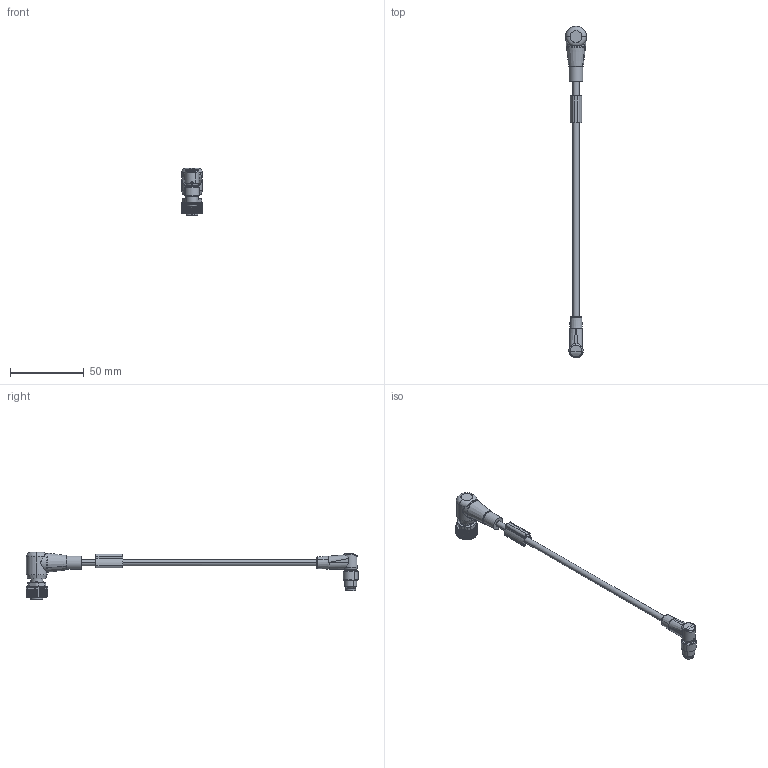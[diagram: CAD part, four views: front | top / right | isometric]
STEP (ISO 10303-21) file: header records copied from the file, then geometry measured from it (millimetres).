
FILE_DESCRIPTION(('CATIA V5 STEP Exchange','CAx-IF Rec.Pracs.--- Model Styling and Organization---1.5--- 2016-08-15','CAx-IF Rec.Pracs.---Supplemental Geometry---1.0---2011-11-01','CAx-IF Rec.Pracs.--- Composite Materials ---1.1---2010-07-15'),'2;1');
FILE_NAME ('414274-2_0', '2025-06-26T07:00:45+00:00', ('none'), ('Weidmueller'), 'CATIA Version 5-6 Release 2022 SP4 HF5', 'CATIA V5 STEP AP214 v3', 'none');
FILE_SCHEMA(('AUTOMOTIVE_DESIGN { 1 0 10303 214 1 1 1 1 }'));
Length unit declared in the file: millimetre
Products named in the file (1): 1937970000
Bounding box: 14.52 x 224.53 x 32 mm (x, y, z)
Volume: 11016.7 mm3; surface area: 8984.2 mm2
Topology: 1 solids, 9 shells, 611 faces, 1547 edges, 968 vertices
Faces by surface type: plane 251, cylinder 198, cone 93, bspline 29, torus 29, sphere 6, revolution 5
Entity records: 19556 total; most frequent: CARTESIAN_POINT 6161, ORIENTED_EDGE 3050, DIRECTION 1938, EDGE_CURVE 1525, VERTEX_POINT 968, AXIS2_PLACEMENT_3D 924, EDGE_LOOP 664, ADVANCED_FACE 611
